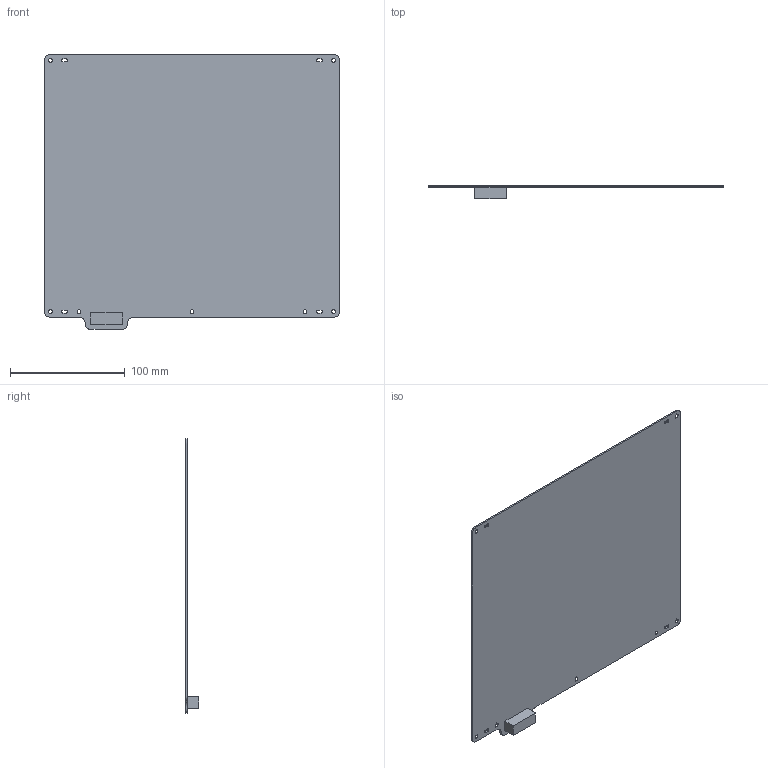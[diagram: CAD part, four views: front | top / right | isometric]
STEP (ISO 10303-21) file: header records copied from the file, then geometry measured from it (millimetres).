
FILE_DESCRIPTION(('STEP AP214'),'1');
FILE_NAME('1155-B2P-B.step','2014-03-27T09:38:27',(' '),(' '),'Spatial InterOp 3D',' ',' ');
FILE_SCHEMA(('automotive_design'));
Length unit declared in the file: metre
Products named in the file (2): 1; 2
Bounding box: 257 x 11.5 x 239.5 mm (x, y, z)
Volume: 91399.1 mm3; surface area: 121153.3 mm2
Topology: 2 solids, 2 shells, 70 faces, 198 edges, 132 vertices
Faces by surface type: plane 32, cylinder 24, cone 14
Entity records: 2950 total; most frequent: DIRECTION 418, CARTESIAN_POINT 402, ORIENTED_EDGE 396, EDGE_CURVE 198, AXIS2_PLACEMENT_3D 148, VERTEX_POINT 132, LINE 122, VECTOR 122
